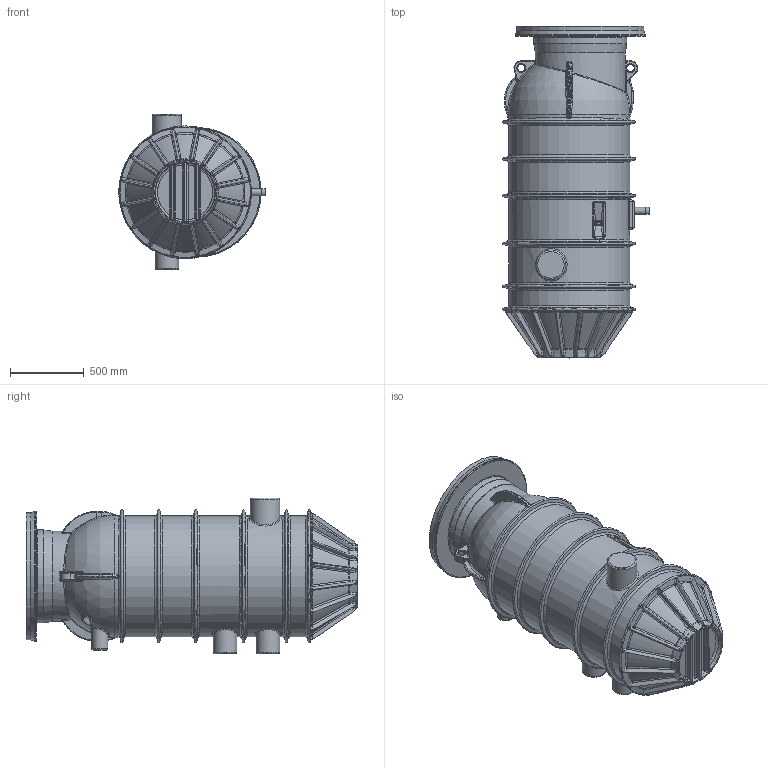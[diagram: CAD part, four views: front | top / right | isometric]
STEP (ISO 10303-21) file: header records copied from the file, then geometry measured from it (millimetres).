
FILE_DESCRIPTION(/* description */ (''),/* implementation_level */ '2;1');
FILE_NAME(/* name */ '1000561401c3d001_01.stp',/* time_stamp */ '2023-08-29T08:24:42+02:00',/* author */ (''),/* organization */ ('WILO SE'),/* preprocessor_version */ 'ST-DEVELOPER v16.7',/* originating_system */ 'SIEMENS PLM Software NX 12.0',/* authorisation */ '');
FILE_SCHEMA (('AUTOMOTIVE_DESIGN { 1 0 10303 214 3 1 1 1 }'));
Products named in the file (1): Hild4834D77452vh
Bounding box: 993.08 x 2250 x 1056 mm (x, y, z)
Volume: 67483005.1 mm3; surface area: 16721670.9 mm2
Topology: 52 solids, 52 shells, 3211 faces, 7791 edges, 4656 vertices
Faces by surface type: plane 998, cylinder 776, bspline 768, cone 280, torus 201, sphere 116, revolution 72
Full cylindrical faces by diameter (mm): 6.2 x2, 8.376 x4, 8.4 x3, 9 x2, 10 x2, 10.5 x8, 20 x2, 22 x2, 24 x2, 26 x2, 30 x8, 30.291 x2, 38 x8, 40 x2, 41.1 x5, 41.9 x2, 44.845 x2, 47.8 x6, 47.803 x7, 48.3 x7, 50 x2, 55 x2, 56 x4, 57 x1, 59 x1, 62 x1, 66 x2, 74.5 x2, 80 x2, 94 x1
Entity records: 253777 total; most frequent: CARTESIAN_POINT 183561, ORIENTED_EDGE 14540, DIRECTION 13521, EDGE_CURVE 7270, AXIS2_PLACEMENT_3D 5422, VERTEX_POINT 4546, EDGE_LOOP 3706, ADVANCED_FACE 3208
